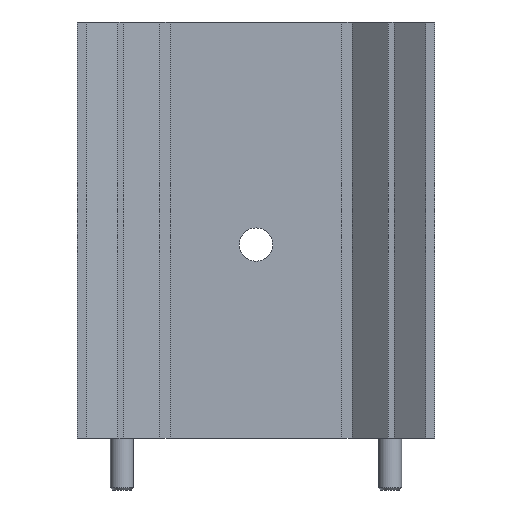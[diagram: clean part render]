
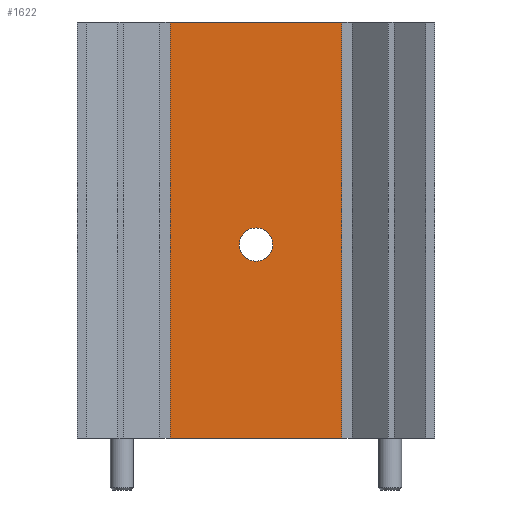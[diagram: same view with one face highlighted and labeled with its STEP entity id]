
A CAD part, front view. The second image highlights one B-rep face of the part: STEP entity #1622.
In plain terms, the highlighted planar face has unit normal (0, -1, 0).
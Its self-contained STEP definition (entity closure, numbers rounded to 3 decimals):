
#243 = VERTEX_POINT('',#244);
#244 = CARTESIAN_POINT('',(-8.25,-1.,0.));
#250 = EDGE_CURVE('',#243,#251,#253,.T.);
#251 = VERTEX_POINT('',#252);
#252 = CARTESIAN_POINT('',(8.25,-1.,0.));
#253 = LINE('',#254,#255);
#254 = CARTESIAN_POINT('',(-4.125,-1.,0.));
#255 = VECTOR('',#256,1.);
#256 = DIRECTION('',(1.,0.,0.));
#725 = VERTEX_POINT('',#726);
#726 = CARTESIAN_POINT('',(-8.25,-1.,40.));
#732 = EDGE_CURVE('',#725,#733,#735,.T.);
#733 = VERTEX_POINT('',#734);
#734 = CARTESIAN_POINT('',(8.25,-1.,40.));
#735 = LINE('',#736,#737);
#736 = CARTESIAN_POINT('',(-8.25,-1.,40.));
#737 = VECTOR('',#738,1.);
#738 = DIRECTION('',(1.,0.,0.));
#1610 = EDGE_CURVE('',#733,#251,#1611,.T.);
#1611 = LINE('',#1612,#1613);
#1612 = CARTESIAN_POINT('',(8.25,-1.,40.));
#1613 = VECTOR('',#1614,1.);
#1614 = DIRECTION('',(-0.,-0.,-1.));
#1622 = ADVANCED_FACE('',(#1623,#1634),#1645,.T.);
#1623 = FACE_BOUND('',#1624,.T.);
#1624 = EDGE_LOOP('',(#1625,#1626,#1632,#1633));
#1625 = ORIENTED_EDGE('',*,*,#732,.F.);
#1626 = ORIENTED_EDGE('',*,*,#1627,.T.);
#1627 = EDGE_CURVE('',#725,#243,#1628,.T.);
#1628 = LINE('',#1629,#1630);
#1629 = CARTESIAN_POINT('',(-8.25,-1.,40.));
#1630 = VECTOR('',#1631,1.);
#1631 = DIRECTION('',(-0.,-0.,-1.));
#1632 = ORIENTED_EDGE('',*,*,#250,.T.);
#1633 = ORIENTED_EDGE('',*,*,#1610,.F.);
#1634 = FACE_BOUND('',#1635,.T.);
#1635 = EDGE_LOOP('',(#1636));
#1636 = ORIENTED_EDGE('',*,*,#1637,.F.);
#1637 = EDGE_CURVE('',#1638,#1638,#1640,.T.);
#1638 = VERTEX_POINT('',#1639);
#1639 = CARTESIAN_POINT('',(1.6,-1.,18.6));
#1640 = CIRCLE('',#1641,1.6);
#1641 = AXIS2_PLACEMENT_3D('',#1642,#1643,#1644);
#1642 = CARTESIAN_POINT('',(0.,-1.,18.6));
#1643 = DIRECTION('',(0.,-1.,0.));
#1644 = DIRECTION('',(1.,0.,0.));
#1645 = PLANE('',#1646);
#1646 = AXIS2_PLACEMENT_3D('',#1647,#1648,#1649);
#1647 = CARTESIAN_POINT('',(-8.25,-1.,40.));
#1648 = DIRECTION('',(0.,-1.,0.));
#1649 = DIRECTION('',(1.,0.,0.));
